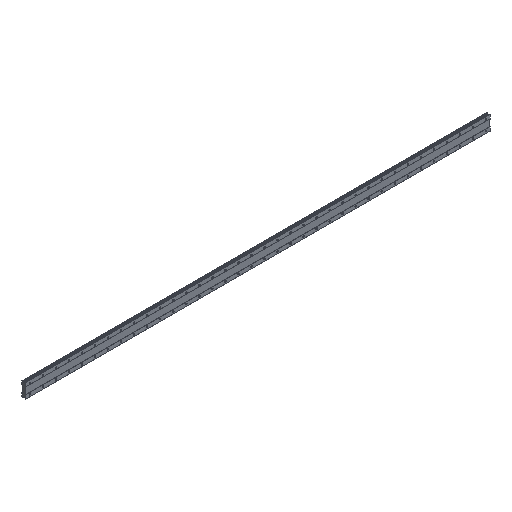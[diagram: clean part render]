
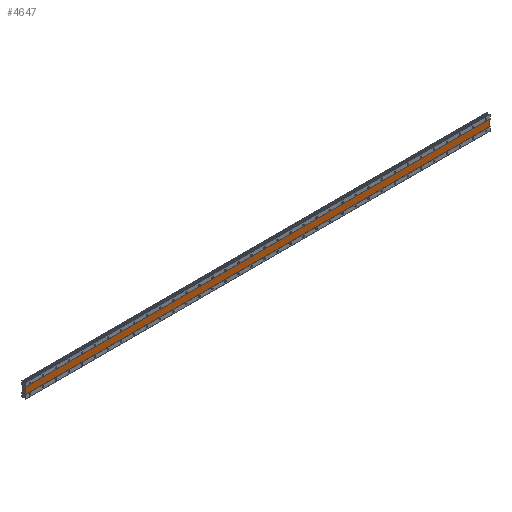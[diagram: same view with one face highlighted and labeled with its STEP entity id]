
A CAD part, isometric view. The second image highlights one B-rep face of the part: STEP entity #4647.
In plain terms, the highlighted planar face has unit normal (0, -1, 0).
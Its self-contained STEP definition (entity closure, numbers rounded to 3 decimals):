
#827 = LINE ( 'NONE', #8462, #12189 ) ;
#964 = VERTEX_POINT ( 'NONE', #7888 ) ;
#988 = EDGE_LOOP ( 'NONE', ( #10635, #1600, #10675, #6337 ) ) ;
#1527 = VERTEX_POINT ( 'NONE', #2662 ) ;
#1600 = ORIENTED_EDGE ( 'NONE', *, *, #11870, .F. ) ;
#2430 = LINE ( 'NONE', #6058, #4920 ) ;
#2532 = DIRECTION ( 'NONE',  ( 1., 0., 0. ) ) ;
#2662 = CARTESIAN_POINT ( 'NONE',  ( -25., 1., -20. ) ) ;
#3276 = CARTESIAN_POINT ( 'NONE',  ( 2825., 1., 20. ) ) ;
#3309 = PLANE ( 'NONE',  #5742 ) ;
#3439 = CARTESIAN_POINT ( 'NONE',  ( 2825., 1., 20. ) ) ;
#4201 = LINE ( 'NONE', #3276, #12131 ) ;
#4269 = EDGE_CURVE ( 'NONE', #1527, #964, #2430, .T. ) ;
#4647 = ADVANCED_FACE ( 'NONE', ( #6027 ), #3309, .F. ) ;
#4675 = VERTEX_POINT ( 'NONE', #11321 ) ;
#4920 = VECTOR ( 'NONE', #6184, 1000. ) ;
#5028 = EDGE_CURVE ( 'NONE', #964, #10912, #4201, .T. ) ;
#5637 = CARTESIAN_POINT ( 'NONE',  ( 2825., 1., 20. ) ) ;
#5742 = AXIS2_PLACEMENT_3D ( 'NONE', #3439, #7208, #10782 ) ;
#6027 = FACE_OUTER_BOUND ( 'NONE', #988, .T. ) ;
#6058 = CARTESIAN_POINT ( 'NONE',  ( -25., 1., 20. ) ) ;
#6184 = DIRECTION ( 'NONE',  ( 0., 0., 1. ) ) ;
#6337 = ORIENTED_EDGE ( 'NONE', *, *, #4269, .F. ) ;
#6342 = VECTOR ( 'NONE', #10581, 1000. ) ;
#6440 = DIRECTION ( 'NONE',  ( -1., 0., 0. ) ) ;
#6764 = LINE ( 'NONE', #5637, #6342 ) ;
#7208 = DIRECTION ( 'NONE',  ( 0., 1., 0. ) ) ;
#7888 = CARTESIAN_POINT ( 'NONE',  ( -25., 1., 20. ) ) ;
#8407 = EDGE_CURVE ( 'NONE', #4675, #1527, #827, .T. ) ;
#8462 = CARTESIAN_POINT ( 'NONE',  ( 2825., 1., -20. ) ) ;
#10500 = CARTESIAN_POINT ( 'NONE',  ( 2825., 1., 20. ) ) ;
#10581 = DIRECTION ( 'NONE',  ( 0., 0., -1. ) ) ;
#10635 = ORIENTED_EDGE ( 'NONE', *, *, #8407, .F. ) ;
#10675 = ORIENTED_EDGE ( 'NONE', *, *, #5028, .F. ) ;
#10782 = DIRECTION ( 'NONE',  ( 0., 0., 1. ) ) ;
#10912 = VERTEX_POINT ( 'NONE', #10500 ) ;
#11321 = CARTESIAN_POINT ( 'NONE',  ( 2825., 1., -20. ) ) ;
#11870 = EDGE_CURVE ( 'NONE', #10912, #4675, #6764, .T. ) ;
#12131 = VECTOR ( 'NONE', #2532, 1000. ) ;
#12189 = VECTOR ( 'NONE', #6440, 1000. ) ;
